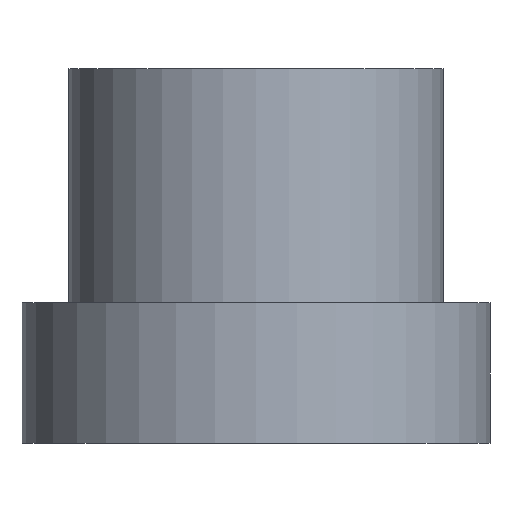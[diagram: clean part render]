
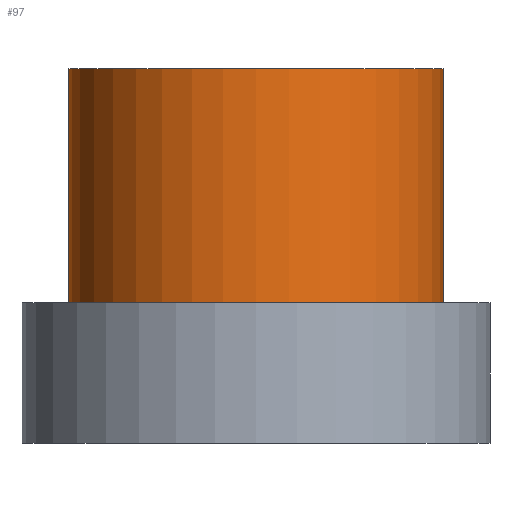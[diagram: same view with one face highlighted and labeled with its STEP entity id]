
A CAD part, front view. The second image highlights one B-rep face of the part: STEP entity #97.
In plain terms, the highlighted cylindrical face has radius 4 mm (diameter 8 mm), a full revolution.
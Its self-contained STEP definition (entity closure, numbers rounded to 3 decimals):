
#22=FACE_OUTER_BOUND('',#29,.T.);
#29=EDGE_LOOP('',(#72,#73,#74,#75));
#39=LINE('',#171,#43);
#43=VECTOR('',#138,4.);
#47=CIRCLE('',#119,4.);
#48=CIRCLE('',#120,4.);
#54=VERTEX_POINT('',#168);
#55=VERTEX_POINT('',#170);
#61=EDGE_CURVE('',#54,#54,#47,.T.);
#62=EDGE_CURVE('',#54,#55,#39,.T.);
#63=EDGE_CURVE('',#55,#55,#48,.T.);
#72=ORIENTED_EDGE('',*,*,#61,.F.);
#73=ORIENTED_EDGE('',*,*,#62,.T.);
#74=ORIENTED_EDGE('',*,*,#63,.F.);
#75=ORIENTED_EDGE('',*,*,#62,.F.);
#94=CYLINDRICAL_SURFACE('',#118,4.);
#97=ADVANCED_FACE('',(#22),#94,.T.);
#118=AXIS2_PLACEMENT_3D('',#167,#134,#135);
#119=AXIS2_PLACEMENT_3D('',#169,#136,#137);
#120=AXIS2_PLACEMENT_3D('',#172,#139,#140);
#134=DIRECTION('center_axis',(0.,0.,1.));
#135=DIRECTION('ref_axis',(-1.,0.,0.));
#136=DIRECTION('center_axis',(0.,0.,1.));
#137=DIRECTION('ref_axis',(-1.,0.,0.));
#138=DIRECTION('',(0.,0.,-1.));
#139=DIRECTION('center_axis',(0.,0.,-1.));
#140=DIRECTION('ref_axis',(-1.,0.,0.));
#167=CARTESIAN_POINT('Origin',(0.,0.,3.));
#168=CARTESIAN_POINT('',(4.,0.,8.));
#169=CARTESIAN_POINT('Origin',(0.,0.,8.));
#170=CARTESIAN_POINT('',(4.,0.,3.));
#171=CARTESIAN_POINT('',(4.,0.,3.));
#172=CARTESIAN_POINT('Origin',(0.,0.,3.));
